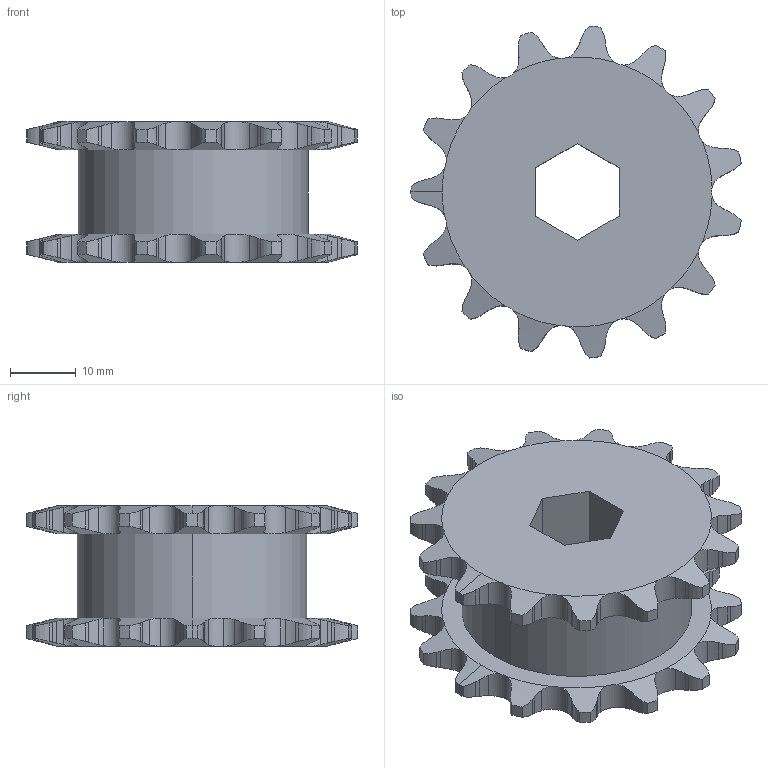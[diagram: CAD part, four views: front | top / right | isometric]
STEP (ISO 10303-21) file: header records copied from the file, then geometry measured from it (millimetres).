
FILE_DESCRIPTION (( 'STEP AP214' ), '1' );
FILE_NAME ('WCP-0763 Rev1.step', '2022-11-28T04:59:50', ( '' ), ( '' ), 'SwSTEP 2.0', 'SolidWorks 2020', '' );
FILE_SCHEMA (( 'AUTOMOTIVE_DESIGN' ));
Length unit declared in the file: inch
Products named in the file (1): WCP-0763 Rev1
Bounding box: 50.14 x 50.4 x 21.35 mm (x, y, z)
Volume: 22431.5 mm3; surface area: 7999.6 mm2
Topology: 1 solids, 1 shells, 331 faces, 980 edges, 653 vertices
Faces by surface type: cylinder 198, plane 70, cone 63
Entity records: 12039 total; most frequent: CARTESIAN_POINT 3948, ORIENTED_EDGE 1960, DIRECTION 1335, EDGE_CURVE 980, VERTEX_POINT 653, AXIS2_PLACEMENT_3D 528, B_SPLINE_CURVE_WITH_KNOTS 505, EDGE_LOOP 335
